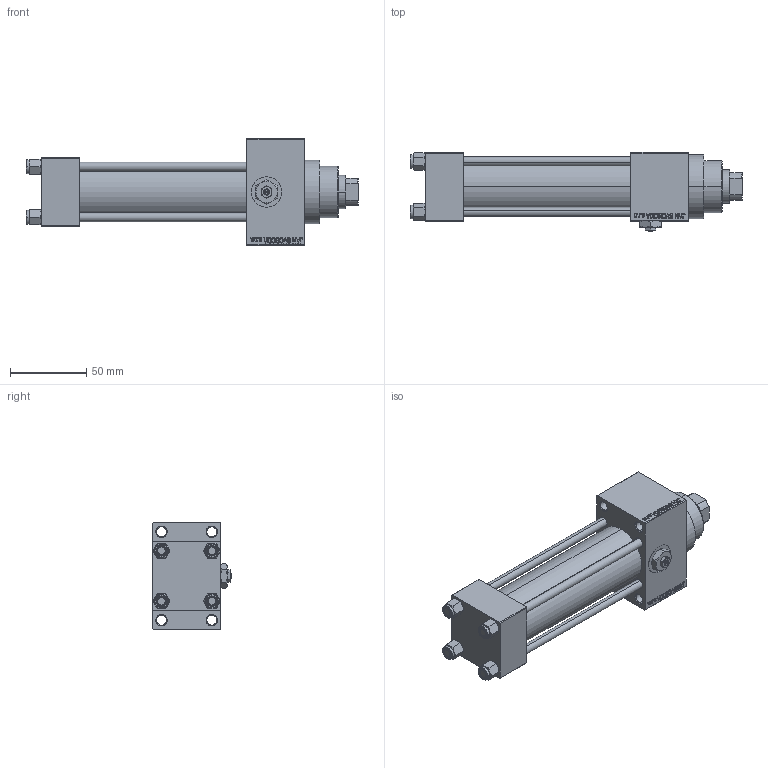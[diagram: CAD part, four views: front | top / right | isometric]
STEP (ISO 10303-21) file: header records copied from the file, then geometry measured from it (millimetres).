
FILE_DESCRIPTION (( 'STEP AP203' ), '1' );
FILE_NAME ('34a3.STEP', '2023-08-23T13:22:10', ( '' ), ( '' ), 'SwSTEP 2.0', 'SolidWorks 2019', '' );
FILE_SCHEMA (( 'CONFIG_CONTROL_DESIGN' ));
Length unit declared in the file: millimetre
Products named in the file (7): 34a3; NUT_M5_D 0e6c91ccc5e0a1d76ba2013566710e59; V215CR_D_TYCINKA 0e6c91ccc5e0a1d76ba2013566710e59; V215CR_D_Body 0e6c91ccc5e0a1d76ba2013566710e59; V215CR_VCP_D 0e6c91ccc5e0a1d76ba2013566710e59; Zatka_pro_OIL_PORT 0e6c91ccc5e0a1d76ba2013566710e59; V215_VC_A 0e6c91ccc5e0a1d76ba2013566710e59
Assembly tree (12 placements, depth 2):
  34a3
    V215CR_D_Body 0e6c91ccc5e0a1d76ba2013566710e59
    V215CR_VCP_D 0e6c91ccc5e0a1d76ba2013566710e59
    NUT_M5_D 0e6c91ccc5e0a1d76ba2013566710e59  x4
    V215CR_D_TYCINKA 0e6c91ccc5e0a1d76ba2013566710e59  x4
    V215_VC_A 0e6c91ccc5e0a1d76ba2013566710e59
    Zatka_pro_OIL_PORT 0e6c91ccc5e0a1d76ba2013566710e59
Bounding box: 218 x 52 x 70 mm (x, y, z)
Volume: 293924.5 mm3; surface area: 101922.6 mm2
Topology: 12 solids, 12 shells, 1150 faces, 2852 edges, 1841 vertices
Faces by surface type: plane 519, bspline 368, cone 162, cylinder 93, torus 8
Entity records: 48805 total; most frequent: CARTESIAN_POINT 25595, ORIENTED_EDGE 5196, DIRECTION 3376, EDGE_CURVE 2598, VERTEX_POINT 1697, VECTOR 1540, LINE 1540, EDGE_LOOP 1167
